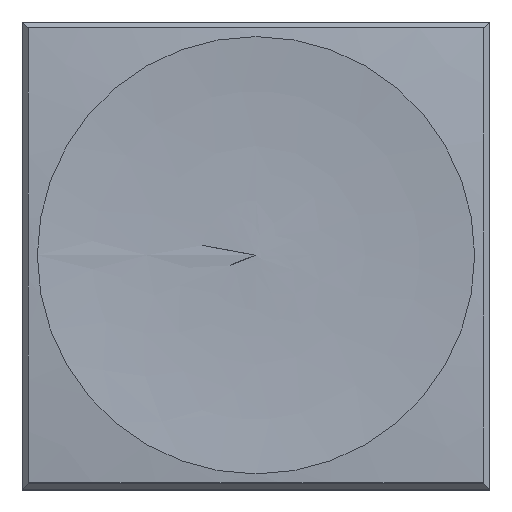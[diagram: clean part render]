
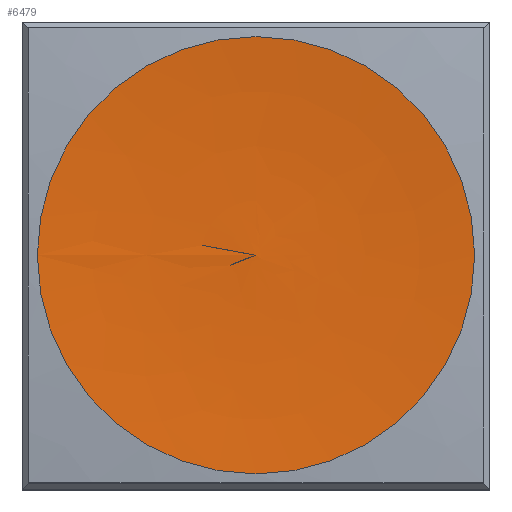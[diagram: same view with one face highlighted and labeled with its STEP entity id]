
A CAD part, top view. The second image highlights one B-rep face of the part: STEP entity #6479.
In plain terms, the highlighted free-form (B-spline) face has degree [2, 2] with [3, 9] control points.
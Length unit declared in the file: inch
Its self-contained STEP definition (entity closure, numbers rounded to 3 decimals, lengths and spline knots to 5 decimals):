
#6433=CARTESIAN_POINT('',(0.,0.,0.33491));
#6434=CARTESIAN_POINT('',(-0.14201,0.,0.33031));
#6435=CARTESIAN_POINT('',(-0.28357,0.,0.34252));
#6436=CARTESIAN_POINT('',(0.,0.,0.33491));
#6437=CARTESIAN_POINT('',(-0.14201,0.14201,0.33031));
#6438=CARTESIAN_POINT('',(-0.28357,0.28357,0.34252));
#6439=CARTESIAN_POINT('',(0.,0.,0.33491));
#6440=CARTESIAN_POINT('',(0.,0.14201,0.33031));
#6441=CARTESIAN_POINT('',(0.,0.28357,0.34252));
#6442=CARTESIAN_POINT('',(0.,0.,0.33491));
#6443=CARTESIAN_POINT('',(0.14201,0.14201,0.33031));
#6444=CARTESIAN_POINT('',(0.28357,0.28357,0.34252));
#6445=CARTESIAN_POINT('',(0.,0.,0.33491));
#6446=CARTESIAN_POINT('',(0.14201,0.,0.33031));
#6447=CARTESIAN_POINT('',(0.28357,0.,0.34252));
#6448=CARTESIAN_POINT('',(0.,0.,0.33491));
#6449=CARTESIAN_POINT('',(0.14201,-0.14201,0.33031));
#6450=CARTESIAN_POINT('',(0.28357,-0.28357,0.34252));
#6451=CARTESIAN_POINT('',(0.,0.,0.33491));
#6452=CARTESIAN_POINT('',(0.,-0.14201,0.33031));
#6453=CARTESIAN_POINT('',(0.,-0.28357,0.34252));
#6454=CARTESIAN_POINT('',(0.,0.,0.33491));
#6455=CARTESIAN_POINT('',(-0.14201,-0.14201,0.33031));
#6456=CARTESIAN_POINT('',(-0.28357,-0.28357,0.34252));
#6457=CARTESIAN_POINT('',(0.,0.,0.33491));
#6458=CARTESIAN_POINT('',(-0.14201,0.,0.33031));
#6459=CARTESIAN_POINT('',(-0.28357,0.,0.34252));
#6467=(BOUNDED_SURFACE()B_SPLINE_SURFACE(2,2,((#6433,#6436,#6439,#6442,#6445,#6448,#6451,#6454,#6457),(#6434,#6437,#6440,#6443,#6446,#6449,#6452,#6455,#6458),(#6435,#6438,#6441,#6444,#6447,#6450,#6453,#6456,#6459)),.UNSPECIFIED.,.F.,.T.,.U.)B_SPLINE_SURFACE_WITH_KNOTS((3,3),(3,2,2,2,3),(-1.60318,-1.48473),(0.0,1.5708,3.14159,4.71239,6.28319),.UNSPECIFIED.)GEOMETRIC_REPRESENTATION_ITEM()RATIONAL_B_SPLINE_SURFACE(((1.0,0.707,1.0,0.707,1.0,0.707,1.0,0.707,1.0),(0.998,0.706,0.998,0.706,0.998,0.706,0.998,0.706,0.998),(1.0,0.707,1.0,0.707,1.0,0.707,1.0,0.707,1.0)))REPRESENTATION_ITEM('')SURFACE());
#6468=CARTESIAN_POINT('',(0.28357,0.,0.34252));
#6469=VERTEX_POINT('',#6468);
#6470=CARTESIAN_POINT('',(0.,0.,0.34252));
#6471=DIRECTION('',(0.0,0.0,-1.0));
#6472=DIRECTION('',(-1.0,0.0,0.0));
#6473=AXIS2_PLACEMENT_3D('',#6470,#6471,#6472);
#6474=CIRCLE('',#6473,0.28357);
#6475=EDGE_CURVE('',#6469,#6469,#6474,.T.);
#6476=ORIENTED_EDGE('',*,*,#6475,.F.);
#6477=EDGE_LOOP('',(#6476));
#6478=FACE_OUTER_BOUND('',#6477,.T.);
#6479=ADVANCED_FACE('',(#6478),#6467,.F.);
